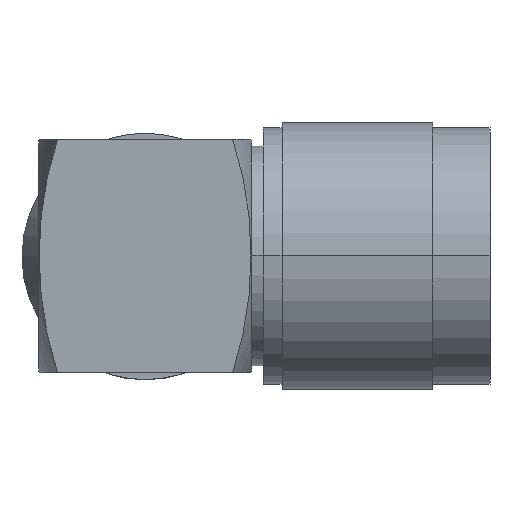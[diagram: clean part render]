
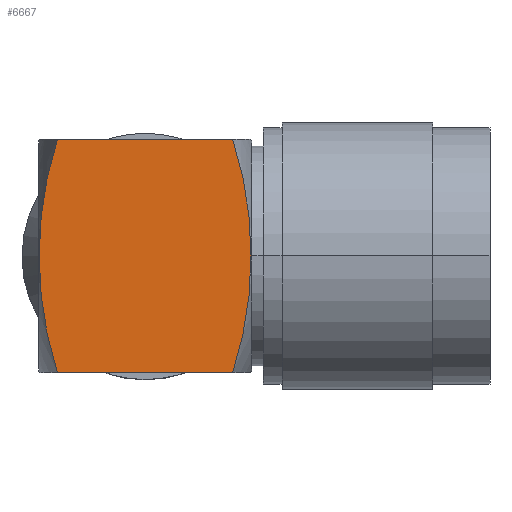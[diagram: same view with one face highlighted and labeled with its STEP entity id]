
A CAD part, top view. The second image highlights one B-rep face of the part: STEP entity #6667.
In plain terms, the highlighted planar face has unit normal (0, 0, 1).
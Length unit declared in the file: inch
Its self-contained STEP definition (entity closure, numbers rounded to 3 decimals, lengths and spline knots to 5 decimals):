
#3804 = CARTESIAN_POINT ( 'NONE',  ( 0.3445, -0.25898, 0.3445 ) ) ;
#3814 = CARTESIAN_POINT ( 'NONE',  ( 0., -0.31323, 0.3445 ) ) ;
#3894 = CARTESIAN_POINT ( 'NONE',  ( 0.3445, -0.25898, 0.3445 ) ) ;
#3895 = CARTESIAN_POINT ( 'NONE',  ( 0.2886, -0.27742, 0.3445 ) ) ;
#3896 = CARTESIAN_POINT ( 'NONE',  ( 0.2319, -0.29089, 0.3445 ) ) ;
#3897 = CARTESIAN_POINT ( 'NONE',  ( 0.11703, -0.30879, 0.3445 ) ) ;
#3898 = CARTESIAN_POINT ( 'NONE',  ( 0.05887, -0.31323, 0.3445 ) ) ;
#3899 = CARTESIAN_POINT ( 'NONE',  ( 0., -0.31323, 0.3445 ) ) ;
#3900 = CARTESIAN_POINT ( 'NONE',  ( 0.3445, 0.25898, 0.3445 ) ) ;
#3901 = B_SPLINE_CURVE_WITH_KNOTS ( 'NONE', 3,
 ( #3899, #3898, #3897, #3896, #3895, #3894 ),
 .UNSPECIFIED., .F., .F.,
 ( 4, 2, 4 ),
 ( 0., 0.00443, 0.00886 ),
 .UNSPECIFIED. ) ;
#3908 = CARTESIAN_POINT ( 'NONE',  ( 0., 0.31323, 0.3445 ) ) ;
#3910 = CARTESIAN_POINT ( 'NONE',  ( 0.11682, 0.30882, 0.3445 ) ) ;
#3911 = CARTESIAN_POINT ( 'NONE',  ( 0.20338, 0.29533, 0.3445 ) ) ;
#3912 = CARTESIAN_POINT ( 'NONE',  ( 0.23222, 0.28965, 0.3445 ) ) ;
#3913 = CARTESIAN_POINT ( 'NONE',  ( 0.28902, 0.27601, 0.3445 ) ) ;
#3914 = CARTESIAN_POINT ( 'NONE',  ( 0.31698, 0.26806, 0.3445 ) ) ;
#3915 = CARTESIAN_POINT ( 'NONE',  ( 0.3445, 0.25898, 0.3445 ) ) ;
#3916 = B_SPLINE_CURVE_WITH_KNOTS ( 'NONE', 3,
 ( #3915, #3914, #3913, #3912, #3911, #3910, #3965, #3964 ),
 .UNSPECIFIED., .F., .F.,
 ( 4, 2, 2, 4 ),
 ( 0.15312, 0.15533, 0.15753, 0.16194 ),
 .UNSPECIFIED. ) ;
#3964 = CARTESIAN_POINT ( 'NONE',  ( 0., 0.31323, 0.3445 ) ) ;
#3965 = CARTESIAN_POINT ( 'NONE',  ( 0.05859, 0.31323, 0.3445 ) ) ;
#4052 = DIRECTION ( 'NONE',  ( 0., -1., 0. ) ) ;
#4053 = VECTOR ( 'NONE', #4052, 39.37008 ) ;
#4054 = CARTESIAN_POINT ( 'NONE',  ( -0.3445, 0.315, 0.3445 ) ) ;
#4055 = LINE ( 'NONE', #4054, #4053 ) ;
#4078 = CARTESIAN_POINT ( 'NONE',  ( -0.3445, -0.25898, 0.3445 ) ) ;
#4088 = CARTESIAN_POINT ( 'NONE',  ( -0.3445, 0.25898, 0.3445 ) ) ;
#4089 = DIRECTION ( 'NONE',  ( 1., 0., 0. ) ) ;
#4090 = DIRECTION ( 'NONE',  ( 0., 0., 1. ) ) ;
#4091 = CARTESIAN_POINT ( 'NONE',  ( -0.3445, -0.315, 0.3445 ) ) ;
#4100 = PLANE ( 'NONE',  #4102 ) ;
#4102 = AXIS2_PLACEMENT_3D ( 'NONE', #4091, #4090, #4089 ) ;
#4109 = FACE_OUTER_BOUND ( 'NONE', #6678, .T. ) ;
#4136 = CARTESIAN_POINT ( 'NONE',  ( 0., -0.31323, 0.3445 ) ) ;
#4137 = CARTESIAN_POINT ( 'NONE',  ( -0.05859, -0.31323, 0.3445 ) ) ;
#4138 = CARTESIAN_POINT ( 'NONE',  ( -0.11682, -0.30882, 0.3445 ) ) ;
#4139 = CARTESIAN_POINT ( 'NONE',  ( -0.20338, -0.29533, 0.3445 ) ) ;
#4140 = CARTESIAN_POINT ( 'NONE',  ( -0.23222, -0.28965, 0.3445 ) ) ;
#4141 = CARTESIAN_POINT ( 'NONE',  ( -0.28902, -0.27601, 0.3445 ) ) ;
#4142 = CARTESIAN_POINT ( 'NONE',  ( -0.31698, -0.26806, 0.3445 ) ) ;
#4143 = CARTESIAN_POINT ( 'NONE',  ( -0.3445, -0.25898, 0.3445 ) ) ;
#4147 = B_SPLINE_CURVE_WITH_KNOTS ( 'NONE', 3,
 ( #4143, #4142, #4141, #4140, #4139, #4138, #4137, #4136 ),
 .UNSPECIFIED., .F., .F.,
 ( 4, 2, 2, 4 ),
 ( 0.15312, 0.15533, 0.15753, 0.16194 ),
 .UNSPECIFIED. ) ;
#4155 = DIRECTION ( 'NONE',  ( 0., 1., 0. ) ) ;
#4156 = VECTOR ( 'NONE', #4155, 39.37008 ) ;
#4157 = CARTESIAN_POINT ( 'NONE',  ( 0.3445, 0.315, 0.3445 ) ) ;
#4158 = LINE ( 'NONE', #4157, #4156 ) ;
#4170 = CARTESIAN_POINT ( 'NONE',  ( -0.3445, 0.25898, 0.3445 ) ) ;
#4171 = CARTESIAN_POINT ( 'NONE',  ( -0.2886, 0.27742, 0.3445 ) ) ;
#4172 = CARTESIAN_POINT ( 'NONE',  ( -0.2319, 0.29089, 0.3445 ) ) ;
#4173 = CARTESIAN_POINT ( 'NONE',  ( -0.11703, 0.30879, 0.3445 ) ) ;
#4174 = CARTESIAN_POINT ( 'NONE',  ( -0.05887, 0.31323, 0.3445 ) ) ;
#4175 = CARTESIAN_POINT ( 'NONE',  ( 0., 0.31323, 0.3445 ) ) ;
#4176 = B_SPLINE_CURVE_WITH_KNOTS ( 'NONE', 3,
 ( #4175, #4174, #4173, #4172, #4171, #4170 ),
 .UNSPECIFIED., .F., .F.,
 ( 4, 2, 4 ),
 ( 0., 0.00443, 0.00886 ),
 .UNSPECIFIED. ) ;
#6529 = VERTEX_POINT ( 'NONE', #3814 ) ;
#6534 = VERTEX_POINT ( 'NONE', #3804 ) ;
#6563 = VERTEX_POINT ( 'NONE', #3908 ) ;
#6564 = EDGE_CURVE ( 'NONE', #6529, #6534, #3901, .T. ) ;
#6567 = VERTEX_POINT ( 'NONE', #3900 ) ;
#6584 = EDGE_CURVE ( 'NONE', #6567, #6563, #3916, .T. ) ;
#6631 = VERTEX_POINT ( 'NONE', #4088 ) ;
#6639 = VERTEX_POINT ( 'NONE', #4078 ) ;
#6640 = EDGE_CURVE ( 'NONE', #6631, #6639, #4055, .T. ) ;
#6663 = ORIENTED_EDGE ( 'NONE', *, *, #6584, .T. ) ;
#6664 = ORIENTED_EDGE ( 'NONE', *, *, #6668, .T. ) ;
#6665 = ORIENTED_EDGE ( 'NONE', *, *, #6640, .T. ) ;
#6666 = ORIENTED_EDGE ( 'NONE', *, *, #6564, .T. ) ;
#6667 = ADVANCED_FACE ( 'NONE', ( #4109 ), #4100, .T. ) ;
#6668 = EDGE_CURVE ( 'NONE', #6639, #6529, #4147, .T. ) ;
#6678 = EDGE_LOOP ( 'NONE', ( #6665, #6664, #6666, #6692, #6663, #6696 ) ) ;
#6683 = EDGE_CURVE ( 'NONE', #6563, #6631, #4176, .T. ) ;
#6692 = ORIENTED_EDGE ( 'NONE', *, *, #6699, .T. ) ;
#6696 = ORIENTED_EDGE ( 'NONE', *, *, #6683, .T. ) ;
#6699 = EDGE_CURVE ( 'NONE', #6534, #6567, #4158, .T. ) ;
